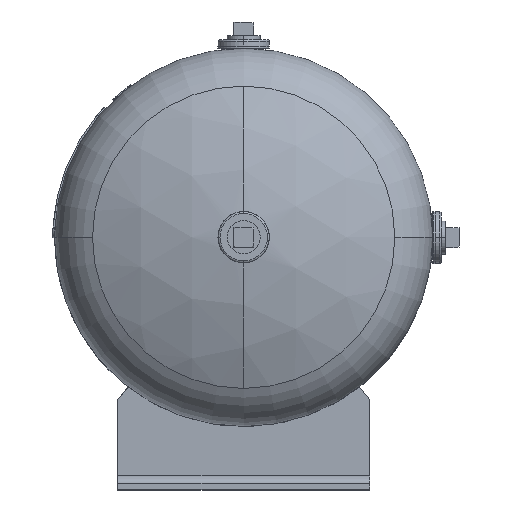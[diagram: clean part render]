
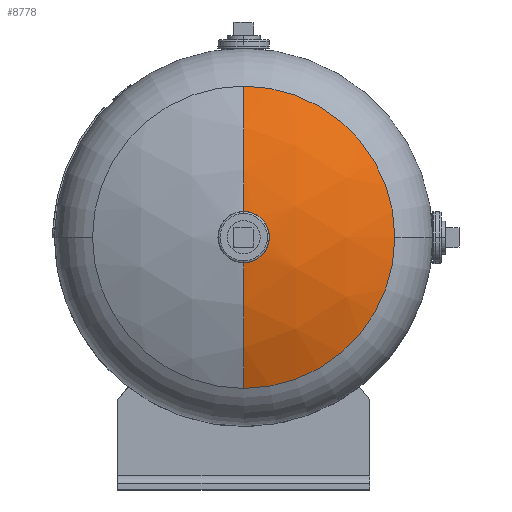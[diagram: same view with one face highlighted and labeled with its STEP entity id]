
A CAD part, top view. The second image highlights one B-rep face of the part: STEP entity #8778.
In plain terms, the highlighted spherical face has radius 274.32 mm.
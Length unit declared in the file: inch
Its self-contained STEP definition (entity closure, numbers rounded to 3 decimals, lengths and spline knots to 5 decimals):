
#122 = CIRCLE ( 'NONE', #1763, 4.8 ) ;
#123 = CIRCLE ( 'NONE', #1762, 10.8 ) ;
#142 = CIRCLE ( 'NONE', #2116, 0.75 ) ;
#152 = CIRCLE ( 'NONE', #1999, 4.8 ) ;
#440 = CIRCLE ( 'NONE', #1758, 10.8 ) ;
#1758 = AXIS2_PLACEMENT_3D ( 'NONE', #9218, #9217, #9216 ) ;
#1762 = AXIS2_PLACEMENT_3D ( 'NONE', #9224, #9223, #9222 ) ;
#1763 = AXIS2_PLACEMENT_3D ( 'NONE', #9231, #9230, #9229 ) ;
#1999 = AXIS2_PLACEMENT_3D ( 'NONE', #9149, #9148, #9147 ) ;
#2116 = AXIS2_PLACEMENT_3D ( 'NONE', #9155, #9154, #9153 ) ;
#2870 = VERTEX_POINT ( 'NONE', #6198 ) ;
#3067 = ORIENTED_EDGE ( 'NONE', *, *, #5008, .F. ) ;
#3126 = VERTEX_POINT ( 'NONE', #6131 ) ;
#3328 = EDGE_LOOP ( 'NONE', ( #3778, #3067, #3708, #3515, #3634 ) ) ;
#3485 = VERTEX_POINT ( 'NONE', #5990 ) ;
#3515 = ORIENTED_EDGE ( 'NONE', *, *, #4986, .F. ) ;
#3634 = ORIENTED_EDGE ( 'NONE', *, *, #5010, .F. ) ;
#3708 = ORIENTED_EDGE ( 'NONE', *, *, #4990, .T. ) ;
#3731 = VERTEX_POINT ( 'NONE', #6875 ) ;
#3751 = VERTEX_POINT ( 'NONE', #6869 ) ;
#3778 = ORIENTED_EDGE ( 'NONE', *, *, #4988, .F. ) ;
#3973 = SPHERICAL_SURFACE ( 'NONE', #4242, 10.8 ) ;
#4073 = FACE_OUTER_BOUND ( 'NONE', #3328, .T. ) ;
#4242 = AXIS2_PLACEMENT_3D ( 'NONE', #5500, #5499, #5504 ) ;
#4986 = EDGE_CURVE ( 'NONE', #3485, #2870, #122, .T. ) ;
#4988 = EDGE_CURVE ( 'NONE', #3126, #3751, #123, .T. ) ;
#4990 = EDGE_CURVE ( 'NONE', #3731, #2870, #440, .T. ) ;
#5008 = EDGE_CURVE ( 'NONE', #3731, #3126, #142, .T. ) ;
#5010 = EDGE_CURVE ( 'NONE', #3751, #3485, #152, .T. ) ;
#5499 = DIRECTION ( 'NONE',  ( -1., 0., 0. ) ) ;
#5500 = CARTESIAN_POINT ( 'NONE',  ( 0., 0., -2.3 ) ) ;
#5504 = DIRECTION ( 'NONE',  ( 0., -1., 0. ) ) ;
#5990 = CARTESIAN_POINT ( 'NONE',  ( 4.8, 0., 7.37471 ) ) ;
#6131 = CARTESIAN_POINT ( 'NONE',  ( 0., 0.75, 8.47393 ) ) ;
#6198 = CARTESIAN_POINT ( 'NONE',  ( 0., -4.8, 7.37471 ) ) ;
#6869 = CARTESIAN_POINT ( 'NONE',  ( 0., 4.8, 7.37471 ) ) ;
#6875 = CARTESIAN_POINT ( 'NONE',  ( 0., -0.75, 8.47393 ) ) ;
#8778 = ADVANCED_FACE ( 'NONE', ( #4073 ), #3973, .T. ) ;
#9147 = DIRECTION ( 'NONE',  ( 1., 0., 0. ) ) ;
#9148 = DIRECTION ( 'NONE',  ( 0., 0., -1. ) ) ;
#9149 = CARTESIAN_POINT ( 'NONE',  ( 0., 0., 7.37471 ) ) ;
#9153 = DIRECTION ( 'NONE',  ( -1., 0., 0. ) ) ;
#9154 = DIRECTION ( 'NONE',  ( 0., 0., 1. ) ) ;
#9155 = CARTESIAN_POINT ( 'NONE',  ( 0., 0., 8.47393 ) ) ;
#9216 = DIRECTION ( 'NONE',  ( 0., 1., 0. ) ) ;
#9217 = DIRECTION ( 'NONE',  ( 1., 0., 0. ) ) ;
#9218 = CARTESIAN_POINT ( 'NONE',  ( 0., 0., -2.3 ) ) ;
#9222 = DIRECTION ( 'NONE',  ( 0., -1., 0. ) ) ;
#9223 = DIRECTION ( 'NONE',  ( -1., 0., 0. ) ) ;
#9224 = CARTESIAN_POINT ( 'NONE',  ( 0., 0., -2.3 ) ) ;
#9229 = DIRECTION ( 'NONE',  ( 1., 0., 0. ) ) ;
#9230 = DIRECTION ( 'NONE',  ( 0., 0., -1. ) ) ;
#9231 = CARTESIAN_POINT ( 'NONE',  ( 0., 0., 7.37471 ) ) ;
